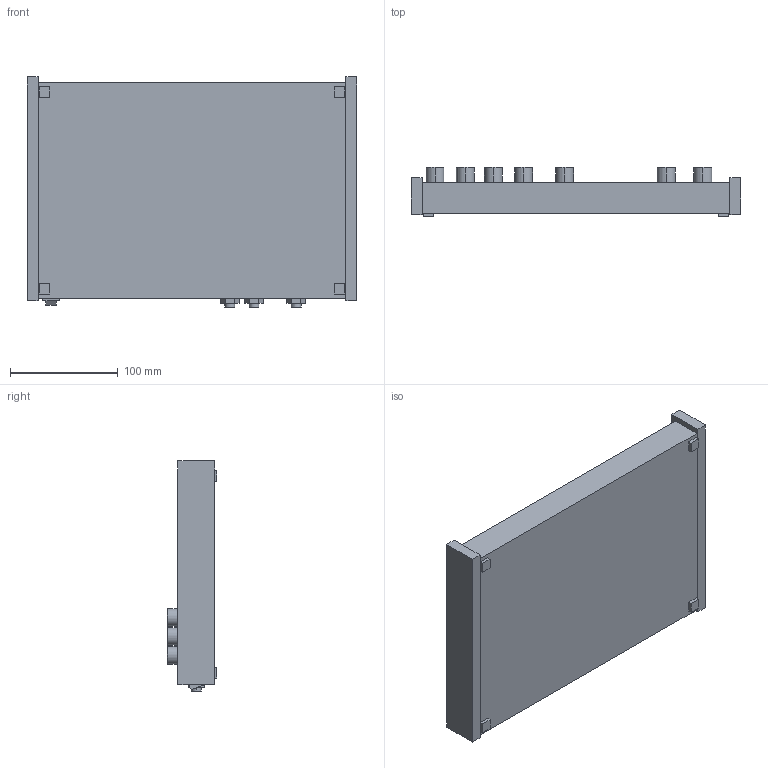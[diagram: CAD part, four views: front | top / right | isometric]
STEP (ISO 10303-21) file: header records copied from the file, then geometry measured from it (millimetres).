
FILE_DESCRIPTION (( 'STEP AP214' ), '1' );
FILE_NAME ('deluge.STEP', '2021-01-14T21:04:38', ( '' ), ( '' ), 'SwSTEP 2.0', 'SolidWorks 2020', '' );
FILE_SCHEMA (( 'AUTOMOTIVE_DESIGN' ));
Length unit declared in the file: millimetre
Products named in the file (6): main-body; deluge-encoder-knob_gold; deluge-encoder-knob_volume; deluge-encoder-knob_black; deluge; side
Assembly tree (10 placements, depth 2):
  deluge
    main-body
    side  x2
    deluge-encoder-knob_volume
    deluge-encoder-knob_black  x4
    deluge-encoder-knob_gold  x2
Bounding box: 305 x 46.1 x 213 mm (x, y, z)
Volume: 1758849 mm3; surface area: 191330.8 mm2
Topology: 10 solids, 10 shells, 132 faces, 275 edges, 177 vertices
Faces by surface type: plane 88, cylinder 28, cone 16
Entity records: 3048 total; most frequent: DIRECTION 497, CARTESIAN_POINT 481, ORIENTED_EDGE 442, EDGE_CURVE 221, VECTOR 175, LINE 175, AXIS2_PLACEMENT_3D 161, VERTEX_POINT 145
